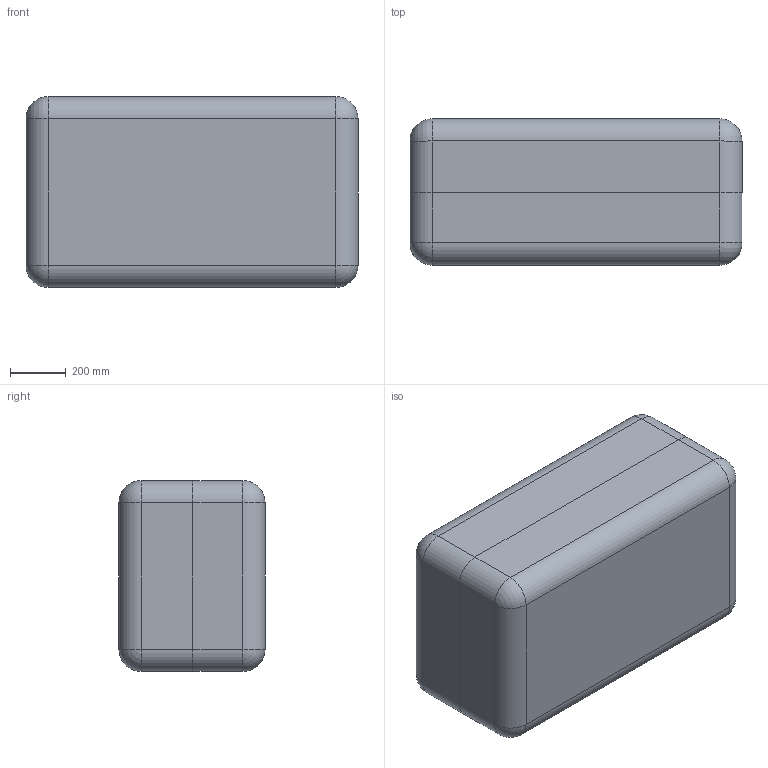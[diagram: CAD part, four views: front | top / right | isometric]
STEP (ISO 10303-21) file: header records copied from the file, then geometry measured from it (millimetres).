
FILE_DESCRIPTION (( 'STEP AP214' ), '1' );
FILE_NAME ('Òðàíñïîðòíûé êîíòåéíåð ÀÄÌÈÐÀË® ÏÐÎÔÅÑÑÈÎÍÀËÜÍÛÅ 219_óïðîùåííàÿ 3D-ìîäåëü.STEP', '2025-09-15T06:56:40', ( '' ), ( '' ), 'SwSTEP 2.0', 'SolidWorks 2021', '' );
FILE_SCHEMA (( 'AUTOMOTIVE_DESIGN' ));
Length unit declared in the file: millimetre
Products named in the file (3): Lid_219 (rev2)_摨喈楗狅; Base_219_摨喈楗狅; Òðàíñïîðòíûé êîíòåéíåð ÀÄÌÈÐÀË® ÏÐÎÔÅÑÑÈÎÍÀËÜÍÛÅ 219_óïðîùåííàÿ 3D-ìîäåëü
Assembly tree (2 placements, depth 2):
  Òðàíñïîðòíûé êîíòåéíåð ÀÄÌÈÐÀË® ÏÐÎÔÅÑÑÈÎÍÀËÜÍÛÅ 219_óïðîùåííàÿ 3D-ìîäåëü
    Base_219_摨喈楗狅
    Lid_219 (rev2)_摨喈楗狅
Bounding box: 1194.42 x 525.77 x 686.74 mm (x, y, z)
Volume: 171363413.1 mm3; surface area: 7651914.7 mm2
Topology: 2 solids, 2 shells, 2450 faces, 6058 edges, 3494 vertices
Faces by surface type: cylinder 968, bspline 604, plane 454, torus 320, sphere 72, cone 32
Entity records: 97278 total; most frequent: CARTESIAN_POINT 43985, ORIENTED_EDGE 11860, DIRECTION 10566, EDGE_CURVE 5930, AXIS2_PLACEMENT_3D 4181, VERTEX_POINT 3494, EDGE_LOOP 2476, FACE_OUTER_BOUND 2450
